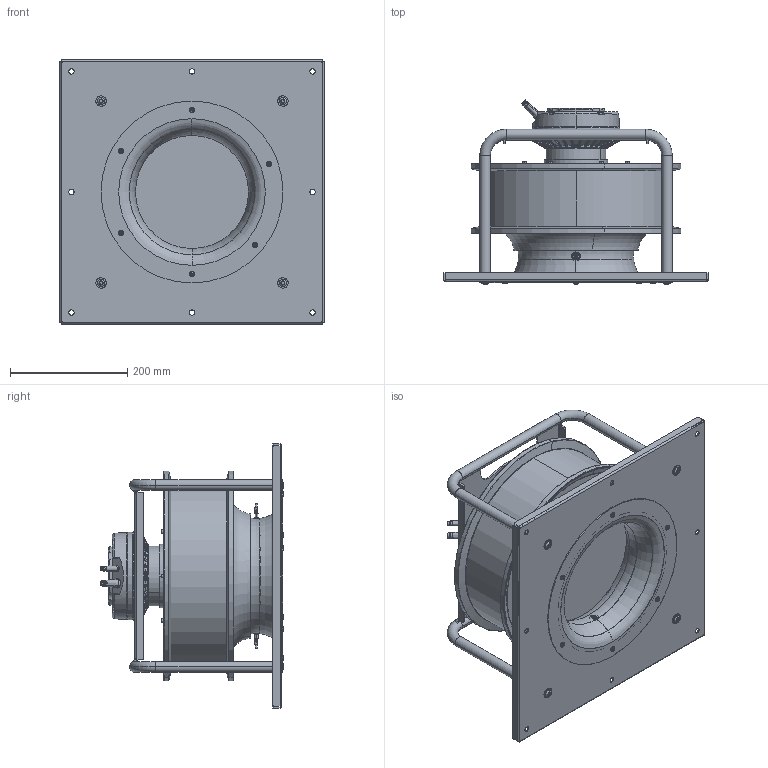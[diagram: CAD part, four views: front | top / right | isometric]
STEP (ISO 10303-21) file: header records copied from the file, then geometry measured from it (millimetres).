
FILE_DESCRIPTION((''),'2;1');
FILE_NAME('SR-P-HE-315-07_B_04_ASM','2023-01-23T11:41:54',('mkulawiak'),(''),'CREO PARAMETRIC BY PTC INC, 2022014','CREO PARAMETRIC BY PTC INC, 2022014','');
FILE_SCHEMA(('CONFIG_CONTROL_DESIGN'));
Products named in the file (1): SR-P-HE-315-07_B_04_ASM
Bounding box: 450 x 313.49 x 450 mm (x, y, z)
Volume: 10504662.4 mm3; surface area: 1318689.8 mm2
Topology: 3 solids, 69 shells, 3724 faces, 10028 edges, 6059 vertices
Faces by surface type: plane 1290, cylinder 1200, bspline 578, torus 303, cone 255, extrusion 49, sphere 49
Entity records: 136920 total; most frequent: CARTESIAN_POINT 51809, ORIENTED_EDGE 18803, DIRECTION 15817, EDGE_CURVE 9914, AXIS2_PLACEMENT_3D 6190, VERTEX_POINT 6060, EDGE_LOOP 3902, FACE_OUTER_BOUND 3724
